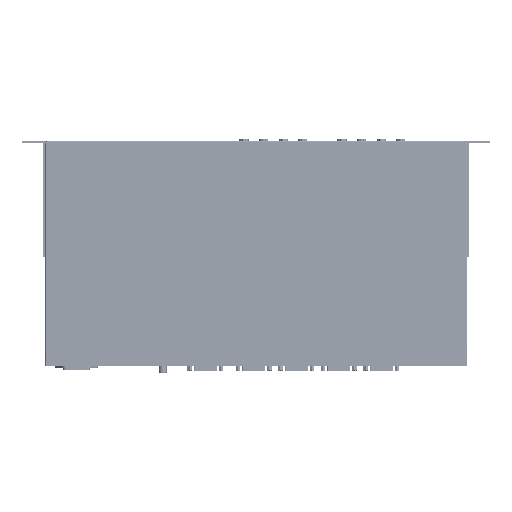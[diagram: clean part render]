
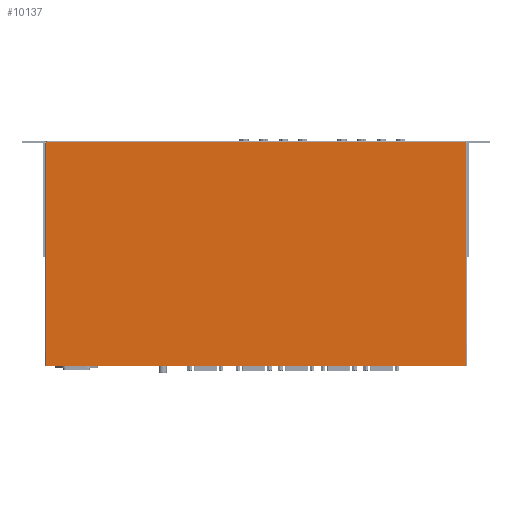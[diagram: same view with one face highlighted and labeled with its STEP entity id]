
A CAD part, front view. The second image highlights one B-rep face of the part: STEP entity #10137.
In plain terms, the highlighted face is planar.
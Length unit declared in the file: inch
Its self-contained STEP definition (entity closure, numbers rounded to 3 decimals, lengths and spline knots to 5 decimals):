
#7256 = ORIENTED_EDGE ( 'NONE', *, *, #89582, .T. ) ;
#7262 = ORIENTED_EDGE ( 'NONE', *, *, #89648, .T. ) ;
#7266 = ORIENTED_EDGE ( 'NONE', *, *, #89627, .T. ) ;
#7275 = ORIENTED_EDGE ( 'NONE', *, *, #89367, .T. ) ;
#7320 = ORIENTED_EDGE ( 'NONE', *, *, #89389, .T. ) ;
#7347 = ORIENTED_EDGE ( 'NONE', *, *, #89476, .T. ) ;
#10137 = ADVANCED_FACE ( 'NONE', ( #91271 ), #91248, .T. ) ;
#17021 = CARTESIAN_POINT ( 'NONE',  ( -8.59968, 0., -2.732 ) ) ;
#17025 = DIRECTION ( 'NONE',  ( -1., 0., 0. ) ) ;
#17029 = LINE ( 'NONE', #17021, #56786 ) ;
#17049 = CARTESIAN_POINT ( 'NONE',  ( -8.59968, 0., -2.751 ) ) ;
#17050 = DIRECTION ( 'NONE',  ( 0., -1., 0. ) ) ;
#17052 = DIRECTION ( 'NONE',  ( 0., 0., 1. ) ) ;
#17226 = DIRECTION ( 'NONE',  ( 0., 0., 1. ) ) ;
#17242 = LINE ( 'NONE', #17315, #56903 ) ;
#17315 = CARTESIAN_POINT ( 'NONE',  ( -8.54068, 0., -2.751 ) ) ;
#42591 = CARTESIAN_POINT ( 'NONE',  ( -8.54068, 0., 6.39742 ) ) ;
#42618 = CARTESIAN_POINT ( 'NONE',  ( -8.52712, 0., -2.732 ) ) ;
#42622 = CARTESIAN_POINT ( 'NONE',  ( -8.54068, 0., -2.7047 ) ) ;
#42628 = CARTESIAN_POINT ( 'NONE',  ( 8.52712, 0., -2.732 ) ) ;
#43557 = CARTESIAN_POINT ( 'NONE',  ( 8.54068, 0., 6.39742 ) ) ;
#44762 = CARTESIAN_POINT ( 'NONE',  ( 8.54068, 0., -2.7047 ) ) ;
#56786 = VECTOR ( 'NONE', #17025, 39.37008 ) ;
#56792 = CIRCLE ( 'NONE', #56838, 0.075 ) ;
#56838 = AXIS2_PLACEMENT_3D ( 'NONE', #17049, #17050, #17052 ) ;
#56903 = VECTOR ( 'NONE', #17226, 39.37008 ) ;
#56975 = VECTOR ( 'NONE', #109056, 39.37008 ) ;
#57084 = VECTOR ( 'NONE', #109112, 39.37008 ) ;
#57087 = CIRCLE ( 'NONE', #57117, 0.075 ) ;
#57117 = AXIS2_PLACEMENT_3D ( 'NONE', #109174, #109183, #109185 ) ;
#67070 = VERTEX_POINT ( 'NONE', #44762 ) ;
#67116 = VERTEX_POINT ( 'NONE', #42591 ) ;
#67135 = VERTEX_POINT ( 'NONE', #42622 ) ;
#67146 = VERTEX_POINT ( 'NONE', #42628 ) ;
#67159 = VERTEX_POINT ( 'NONE', #42618 ) ;
#67211 = VERTEX_POINT ( 'NONE', #43557 ) ;
#82316 = EDGE_LOOP ( 'NONE', ( #7320, #7347, #7256, #7266, #7262, #7275 ) ) ;
#89367 = EDGE_CURVE ( 'NONE', #67146, #67159, #17029, .T. ) ;
#89389 = EDGE_CURVE ( 'NONE', #67159, #67135, #56792, .T. ) ;
#89476 = EDGE_CURVE ( 'NONE', #67135, #67116, #17242, .T. ) ;
#89582 = EDGE_CURVE ( 'NONE', #67116, #67211, #109059, .T. ) ;
#89627 = EDGE_CURVE ( 'NONE', #67211, #67070, #109123, .T. ) ;
#89648 = EDGE_CURVE ( 'NONE', #67070, #67146, #57087, .T. ) ;
#91248 = PLANE ( 'NONE',  #91862 ) ;
#91262 = CARTESIAN_POINT ( 'NONE',  ( -8.59968, 0., -2.751 ) ) ;
#91266 = DIRECTION ( 'NONE',  ( 0., 0., 1. ) ) ;
#91271 = FACE_OUTER_BOUND ( 'NONE', #82316, .T. ) ;
#91274 = DIRECTION ( 'NONE',  ( 0., 1., 0. ) ) ;
#91862 = AXIS2_PLACEMENT_3D ( 'NONE', #91262, #91274, #91266 ) ;
#109056 = DIRECTION ( 'NONE',  ( 1., 0., 0. ) ) ;
#109059 = LINE ( 'NONE', #109082, #56975 ) ;
#109082 = CARTESIAN_POINT ( 'NONE',  ( -10.71368, 0., 6.39742 ) ) ;
#109112 = DIRECTION ( 'NONE',  ( 0., 0., -1. ) ) ;
#109115 = CARTESIAN_POINT ( 'NONE',  ( 8.54068, 0., -2.751 ) ) ;
#109123 = LINE ( 'NONE', #109115, #57084 ) ;
#109174 = CARTESIAN_POINT ( 'NONE',  ( 8.59968, 0., -2.751 ) ) ;
#109183 = DIRECTION ( 'NONE',  ( 0., -1., 0. ) ) ;
#109185 = DIRECTION ( 'NONE',  ( 0., 0., 1. ) ) ;
